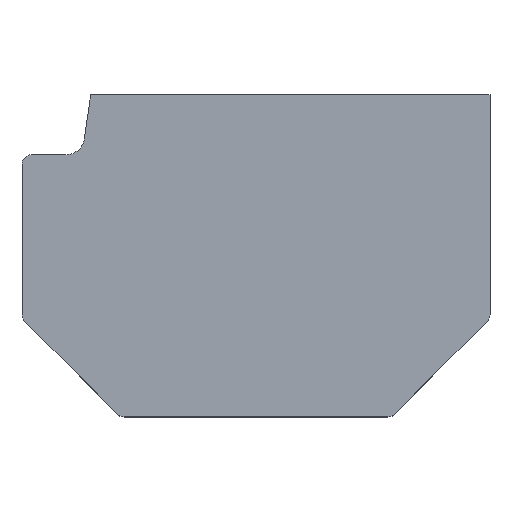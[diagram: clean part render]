
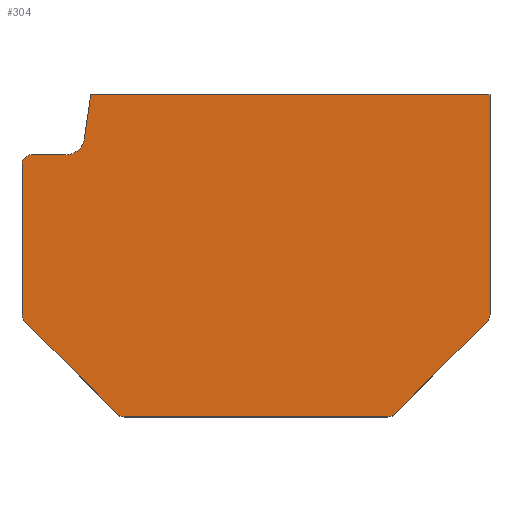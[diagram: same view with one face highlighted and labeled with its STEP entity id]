
A CAD part, top view. The second image highlights one B-rep face of the part: STEP entity #304.
In plain terms, the highlighted planar face has unit normal (0, 0, 1).
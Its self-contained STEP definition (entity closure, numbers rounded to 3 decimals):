
#32=CIRCLE('',#332,0.5);
#33=CIRCLE('',#334,0.5);
#34=CIRCLE('',#337,0.5);
#35=CIRCLE('',#340,0.5);
#36=CIRCLE('',#343,0.5);
#37=CIRCLE('',#345,1.);
#88=ORIENTED_EDGE('',*,*,#156,.T.);
#89=ORIENTED_EDGE('',*,*,#157,.F.);
#90=ORIENTED_EDGE('',*,*,#158,.T.);
#91=ORIENTED_EDGE('',*,*,#159,.T.);
#92=ORIENTED_EDGE('',*,*,#139,.T.);
#93=ORIENTED_EDGE('',*,*,#160,.T.);
#94=ORIENTED_EDGE('',*,*,#142,.T.);
#95=ORIENTED_EDGE('',*,*,#145,.F.);
#96=ORIENTED_EDGE('',*,*,#147,.T.);
#97=ORIENTED_EDGE('',*,*,#150,.T.);
#98=ORIENTED_EDGE('',*,*,#151,.T.);
#99=ORIENTED_EDGE('',*,*,#154,.F.);
#100=ORIENTED_EDGE('',*,*,#155,.T.);
#101=ORIENTED_EDGE('',*,*,#137,.T.);
#137=EDGE_CURVE('',#179,#178,#201,.T.);
#139=EDGE_CURVE('',#180,#181,#32,.T.);
#142=EDGE_CURVE('',#182,#183,#33,.T.);
#145=EDGE_CURVE('',#184,#183,#207,.T.);
#147=EDGE_CURVE('',#184,#185,#34,.T.);
#150=EDGE_CURVE('',#185,#186,#211,.T.);
#151=EDGE_CURVE('',#186,#187,#35,.T.);
#154=EDGE_CURVE('',#188,#187,#214,.T.);
#155=EDGE_CURVE('',#188,#179,#36,.T.);
#156=EDGE_CURVE('',#178,#189,#215,.T.);
#157=EDGE_CURVE('',#190,#189,#216,.F.);
#158=EDGE_CURVE('',#190,#191,#37,.F.);
#159=EDGE_CURVE('',#191,#180,#217,.T.);
#160=EDGE_CURVE('',#181,#182,#218,.T.);
#178=VERTEX_POINT('',#471);
#179=VERTEX_POINT('',#473);
#180=VERTEX_POINT('',#477);
#181=VERTEX_POINT('',#478);
#182=VERTEX_POINT('',#483);
#183=VERTEX_POINT('',#484);
#184=VERTEX_POINT('',#489);
#185=VERTEX_POINT('',#493);
#186=VERTEX_POINT('',#497);
#187=VERTEX_POINT('',#501);
#188=VERTEX_POINT('',#505);
#189=VERTEX_POINT('',#511);
#190=VERTEX_POINT('',#513);
#191=VERTEX_POINT('',#515);
#201=LINE('',#472,#231);
#207=LINE('',#488,#237);
#211=LINE('',#498,#241);
#214=LINE('',#506,#244);
#215=LINE('',#510,#245);
#216=LINE('',#512,#246);
#217=LINE('',#516,#247);
#218=LINE('',#517,#248);
#231=VECTOR('',#378,1000.);
#237=VECTOR('',#394,1000.);
#241=VECTOR('',#404,1000.);
#244=VECTOR('',#413,1000.);
#245=VECTOR('',#420,1000.);
#246=VECTOR('',#421,1000.);
#247=VECTOR('',#424,1000.);
#248=VECTOR('',#425,1000.);
#262=EDGE_LOOP('',(#88,#89,#90,#91,#92,#93,#94,#95,#96,#97,#98,#99,#100,
#101));
#278=FACE_BOUND('',#262,.T.);
#289=PLANE('',#344);
#304=ADVANCED_FACE('',(#278),#289,.T.);
#332=AXIS2_PLACEMENT_3D('',#476,#382,#383);
#334=AXIS2_PLACEMENT_3D('',#482,#388,#389);
#337=AXIS2_PLACEMENT_3D('',#492,#398,#399);
#340=AXIS2_PLACEMENT_3D('',#500,#407,#408);
#343=AXIS2_PLACEMENT_3D('',#508,#416,#417);
#344=AXIS2_PLACEMENT_3D('',#509,#418,#419);
#345=AXIS2_PLACEMENT_3D('',#514,#422,#423);
#378=DIRECTION('',(0.,1.,0.));
#382=DIRECTION('',(0.,0.,1.));
#383=DIRECTION('',(1.,0.,0.));
#388=DIRECTION('',(0.,0.,1.));
#389=DIRECTION('',(1.,0.,0.));
#394=DIRECTION('',(-0.707,0.707,0.));
#398=DIRECTION('',(0.,0.,1.));
#399=DIRECTION('',(1.,0.,0.));
#404=DIRECTION('',(1.,0.,0.));
#407=DIRECTION('',(0.,0.,1.));
#408=DIRECTION('',(1.,0.,0.));
#413=DIRECTION('',(-0.707,-0.707,0.));
#416=DIRECTION('',(0.,0.,1.));
#417=DIRECTION('',(1.,0.,0.));
#418=DIRECTION('',(0.,0.,1.));
#419=DIRECTION('',(1.,0.,0.));
#420=DIRECTION('',(-1.,0.,0.));
#421=DIRECTION('',(-0.139,-0.99,0.));
#422=DIRECTION('',(0.,0.,1.));
#423=DIRECTION('',(1.,0.,0.));
#424=DIRECTION('',(-1.,0.,0.));
#425=DIRECTION('',(0.,-1.,0.));
#471=CARTESIAN_POINT('',(12.5,8.6,5.));
#472=CARTESIAN_POINT('',(12.5,-8.6,5.));
#473=CARTESIAN_POINT('',(12.5,-3.143,5.));
#476=CARTESIAN_POINT('',(-12.,4.9,5.));
#477=CARTESIAN_POINT('',(-12.,5.4,5.));
#478=CARTESIAN_POINT('',(-12.5,4.9,5.));
#482=CARTESIAN_POINT('',(-12.,-3.143,5.));
#483=CARTESIAN_POINT('',(-12.5,-3.143,5.));
#484=CARTESIAN_POINT('',(-12.354,-3.496,5.));
#488=CARTESIAN_POINT('',(-9.875,-5.975,5.));
#489=CARTESIAN_POINT('',(-7.396,-8.454,5.));
#492=CARTESIAN_POINT('',(-7.043,-8.1,5.));
#493=CARTESIAN_POINT('',(-7.043,-8.6,5.));
#497=CARTESIAN_POINT('',(7.043,-8.6,5.));
#498=CARTESIAN_POINT('',(-12.5,-8.6,5.));
#500=CARTESIAN_POINT('',(7.043,-8.1,5.));
#501=CARTESIAN_POINT('',(7.396,-8.454,5.));
#505=CARTESIAN_POINT('',(12.354,-3.496,5.));
#506=CARTESIAN_POINT('',(-2.625,-18.475,5.));
#508=CARTESIAN_POINT('',(12.,-3.143,5.));
#509=CARTESIAN_POINT('',(-12.5,-8.6,5.));
#510=CARTESIAN_POINT('',(12.5,8.6,5.));
#511=CARTESIAN_POINT('',(-8.837,8.6,5.));
#512=CARTESIAN_POINT('',(-11.278,-8.772,5.));
#513=CARTESIAN_POINT('',(-9.165,6.261,5.));
#514=CARTESIAN_POINT('',(-10.156,6.4,5.));
#515=CARTESIAN_POINT('',(-10.156,5.4,5.));
#516=CARTESIAN_POINT('',(-12.5,5.4,5.));
#517=CARTESIAN_POINT('',(-12.5,8.6,5.));
